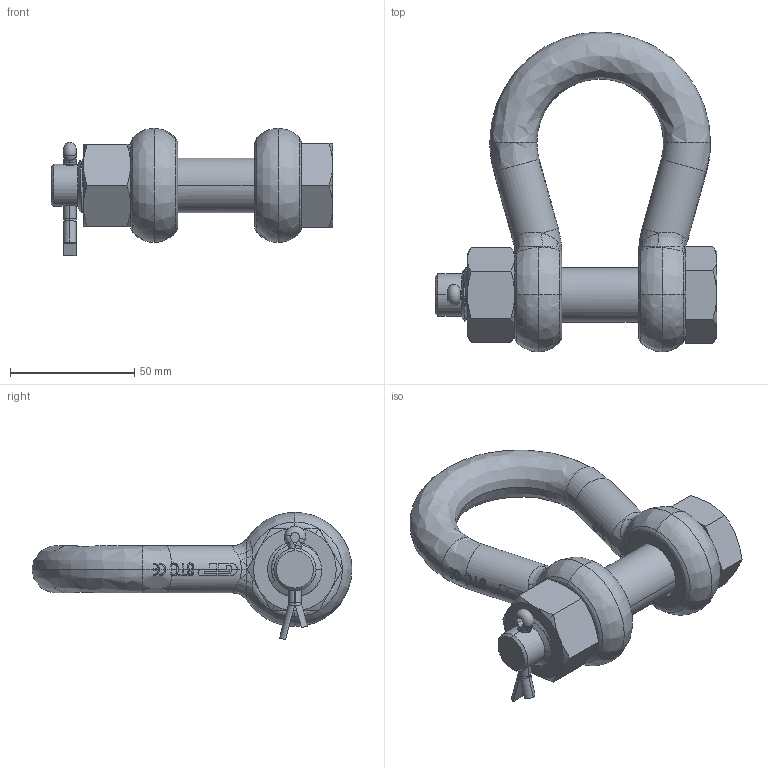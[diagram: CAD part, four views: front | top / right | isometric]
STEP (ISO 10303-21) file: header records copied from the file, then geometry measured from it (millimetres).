
FILE_DESCRIPTION(('STEP AP214'),'1');
FILE_NAME('poghmb19.stp','2017-03-31T16:53:59',('TraceParts'),('TraceParts S.A.'),'Spatial InterOp 3D',' ',' ');
FILE_SCHEMA(('automotive_design'));
Length unit declared in the file: millimetre
Products named in the file (4): poghmb19_1; poghmb19_2; poghmb19_3; poghmb19_4
Bounding box: 113.5 x 129 x 51.32 mm (x, y, z)
Volume: 154308.4 mm3; surface area: 40011.1 mm2
Topology: 4 solids, 4 shells, 745 faces, 2060 edges, 1324 vertices
Faces by surface type: bspline 302, plane 258, cylinder 151, cone 29, torus 5
Entity records: 38671 total; most frequent: CARTESIAN_POINT 22780, ORIENTED_EDGE 4100, DIRECTION 2144, EDGE_CURVE 2050, VERTEX_POINT 1324, LINE 822, VECTOR 822, EDGE_LOOP 764
